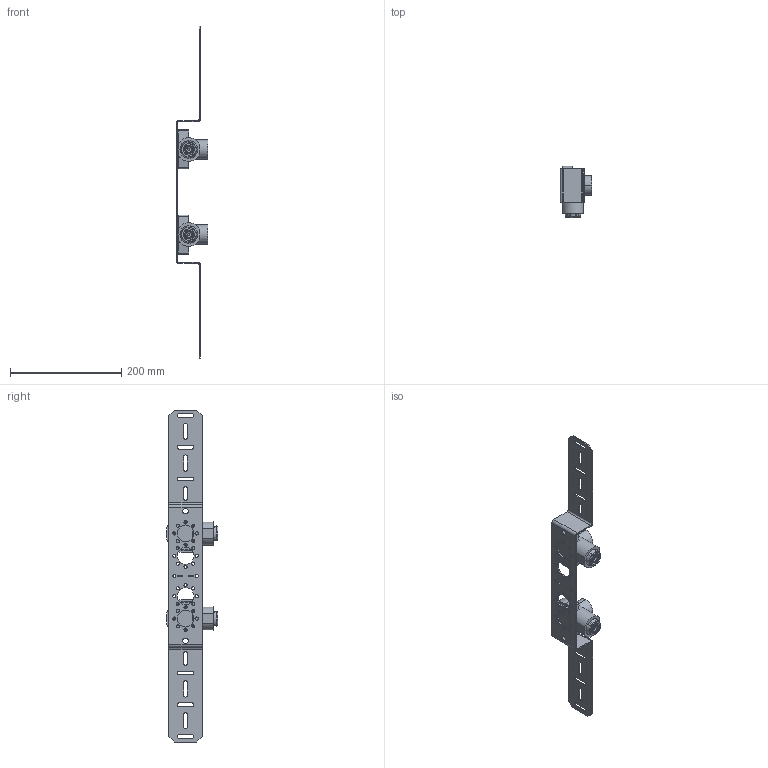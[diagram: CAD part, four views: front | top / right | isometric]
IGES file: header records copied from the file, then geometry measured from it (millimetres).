
Global section: file name: No Iges File Name specified; native system: Autodesk Inventor 2011; preprocessor: AutoDesk Inventor Iges Exporter R2011; author: bruh; date: 20110609.235716; units: millimetre
Bounding box: 57.5 x 93.2 x 597 mm (x, y, z)
Volume: 292059.6 mm3; surface area: 154965.3 mm2
Topology: 1 solids, 5 shells, 740 faces, 1964 edges, 1246 vertices
Faces by surface type: plane 282, revolution 188, bspline 116, cylinder 92, cone 54, torus 8
